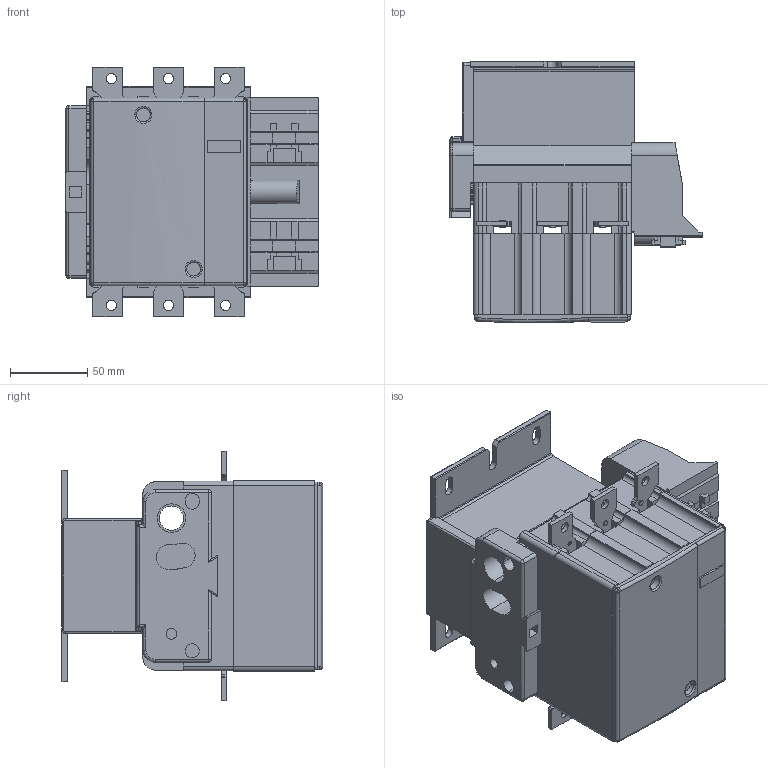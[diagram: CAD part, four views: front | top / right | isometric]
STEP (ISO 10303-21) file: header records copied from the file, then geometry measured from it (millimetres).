
FILE_DESCRIPTION(('STEP AP214'),'1');
FILE_NAME(' ',' ',('TraceParts'),('TraceParts S.A.'),'XStep 1.0',' ',' ');
FILE_SCHEMA(('automotive_design'));
Length unit declared in the file: millimetre
Products named in the file (1): 1
Bounding box: 163.5 x 169.66 x 162 mm (x, y, z)
Volume: 1344564.2 mm3; surface area: 239695.2 mm2
Topology: 1 solids, 1 shells, 875 faces, 2491 edges, 1619 vertices
Faces by surface type: plane 525, cylinder 315, bspline 16, torus 10, sphere 9
Entity records: 29371 total; most frequent: CARTESIAN_POINT 6099, ORIENTED_EDGE 4960, DIRECTION 4838, EDGE_CURVE 2480, LINE 1710, VECTOR 1710, VERTEX_POINT 1617, AXIS2_PLACEMENT_3D 1564
